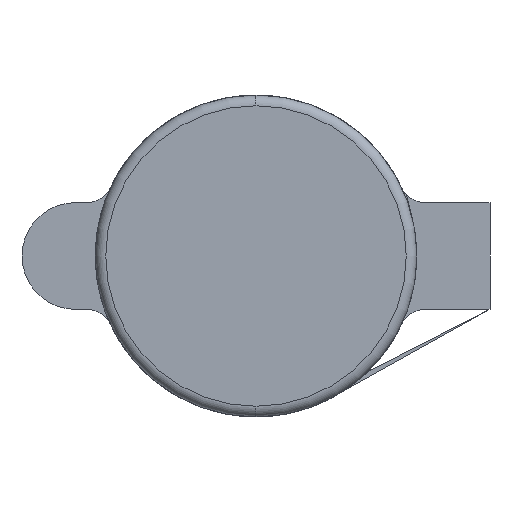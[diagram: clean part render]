
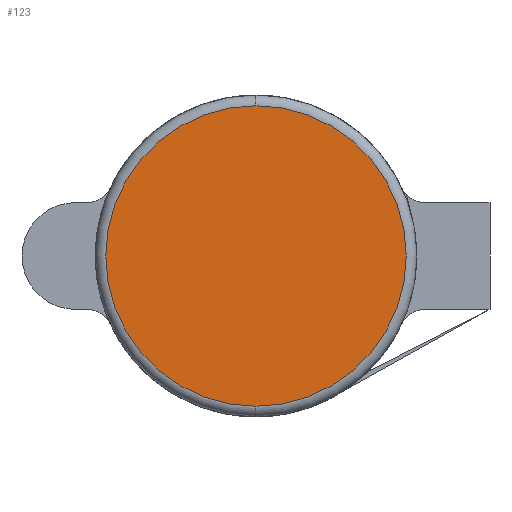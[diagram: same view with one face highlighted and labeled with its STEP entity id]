
A CAD part, left-side view. The second image highlights one B-rep face of the part: STEP entity #123.
In plain terms, the highlighted planar face has unit normal (-1, 0, 0).
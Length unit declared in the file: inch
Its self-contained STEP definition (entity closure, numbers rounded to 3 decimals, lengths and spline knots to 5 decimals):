
#29 = VERTEX_POINT ( 'NONE', #514 ) ;
#48 = CARTESIAN_POINT ( 'NONE',  ( 0., 0., -0.02825 ) ) ;
#123 = ADVANCED_FACE ( 'NONE', ( #1093 ), #1325, .F. ) ;
#134 = ORIENTED_EDGE ( 'NONE', *, *, #146, .T. ) ;
#146 = EDGE_CURVE ( 'NONE', #29, #1253, #159, .T. ) ;
#159 = CIRCLE ( 'NONE', #464, 0.02825 ) ;
#182 = DIRECTION ( 'NONE',  ( 0., 0., -1. ) ) ;
#277 = ORIENTED_EDGE ( 'NONE', *, *, #1282, .T. ) ;
#283 = CARTESIAN_POINT ( 'NONE',  ( 0., 0., 0. ) ) ;
#464 = AXIS2_PLACEMENT_3D ( 'NONE', #1215, #1002, #182 ) ;
#506 = DIRECTION ( 'NONE',  ( -1., 0., 0. ) ) ;
#514 = CARTESIAN_POINT ( 'NONE',  ( 0., 0., 0.02825 ) ) ;
#602 = CARTESIAN_POINT ( 'NONE',  ( 0., 0., 0. ) ) ;
#703 = DIRECTION ( 'NONE',  ( 1., 0., 0. ) ) ;
#782 = AXIS2_PLACEMENT_3D ( 'NONE', #283, #703, #1322 ) ;
#933 = DIRECTION ( 'NONE',  ( 0., 0., -1. ) ) ;
#950 = AXIS2_PLACEMENT_3D ( 'NONE', #602, #506, #933 ) ;
#955 = CIRCLE ( 'NONE', #950, 0.02825 ) ;
#1002 = DIRECTION ( 'NONE',  ( -1., 0., 0. ) ) ;
#1069 = EDGE_LOOP ( 'NONE', ( #277, #134 ) ) ;
#1093 = FACE_OUTER_BOUND ( 'NONE', #1069, .T. ) ;
#1215 = CARTESIAN_POINT ( 'NONE',  ( 0., 0., 0. ) ) ;
#1253 = VERTEX_POINT ( 'NONE', #48 ) ;
#1282 = EDGE_CURVE ( 'NONE', #1253, #29, #955, .T. ) ;
#1322 = DIRECTION ( 'NONE',  ( 0., 0., -1. ) ) ;
#1325 = PLANE ( 'NONE',  #782 ) ;
